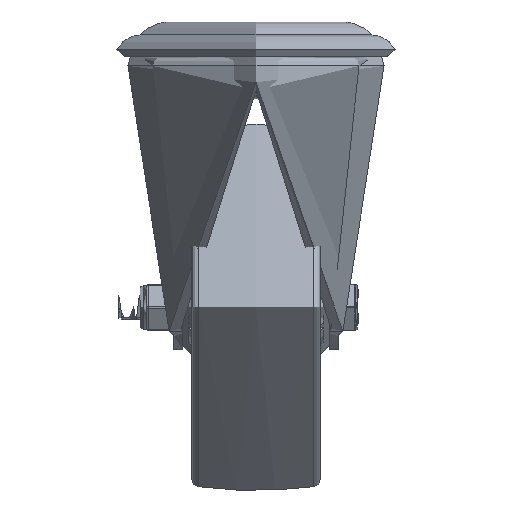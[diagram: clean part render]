
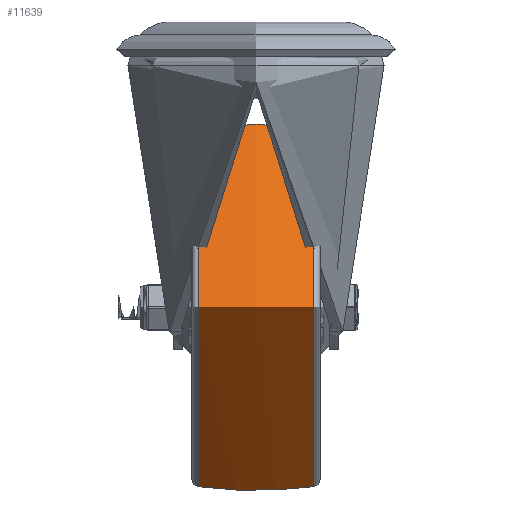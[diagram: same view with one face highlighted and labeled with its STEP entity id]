
A CAD part, left-side view. The second image highlights one B-rep face of the part: STEP entity #11639.
In plain terms, the highlighted free-form (B-spline) face has degree [2, 2] with [3, 9] control points.
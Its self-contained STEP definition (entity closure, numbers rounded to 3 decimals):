
#60=(
BOUNDED_SURFACE()
B_SPLINE_SURFACE(2,2,((#18057,#18058,#18059,#18060,#18061,#18062,#18063,
#18064,#18065),(#18066,#18067,#18068,#18069,#18070,#18071,#18072,#18073,
#18074),(#18075,#18076,#18077,#18078,#18079,#18080,#18081,#18082,#18083)),
 .UNSPECIFIED.,.F.,.T.,.F.)
B_SPLINE_SURFACE_WITH_KNOTS((3,3),(3,2,2,2,3),(-0.128,0.128),
(-3.142,-1.571,0.,1.571,3.142),
 .UNSPECIFIED.)
GEOMETRIC_REPRESENTATION_ITEM()
RATIONAL_B_SPLINE_SURFACE(((1.,0.707,1.,0.707,1.,
0.707,1.,0.707,1.),(0.992,0.701,
0.992,0.701,0.992,0.701,
0.992,0.701,0.992),(1.,0.707,
1.,0.707,1.,0.707,1.,0.707,1.)))
REPRESENTATION_ITEM('')
SURFACE()
);
#1508=FACE_OUTER_BOUND('',#2259,.T.);
#2259=EDGE_LOOP('',(#8359,#8360,#8361,#8362));
#4587=CIRCLE('',#12632,48.988);
#4588=CIRCLE('',#12633,123.125);
#4589=CIRCLE('',#12634,48.988);
#5137=VERTEX_POINT('',#18054);
#5138=VERTEX_POINT('',#18084);
#6370=EDGE_CURVE('',#5137,#5137,#4587,.T.);
#6371=EDGE_CURVE('',#5137,#5138,#4588,.T.);
#6372=EDGE_CURVE('',#5138,#5138,#4589,.T.);
#8359=ORIENTED_EDGE('',*,*,#6370,.F.);
#8360=ORIENTED_EDGE('',*,*,#6371,.T.);
#8361=ORIENTED_EDGE('',*,*,#6372,.T.);
#8362=ORIENTED_EDGE('',*,*,#6371,.F.);
#11639=ADVANCED_FACE('',(#1508),#60,.F.);
#12632=AXIS2_PLACEMENT_3D('',#18056,#14027,#14028);
#12633=AXIS2_PLACEMENT_3D('',#18085,#14029,#14030);
#12634=AXIS2_PLACEMENT_3D('',#18086,#14031,#14032);
#14027=DIRECTION('center_axis',(0.,1.,0.));
#14028=DIRECTION('ref_axis',(0.,0.,
1.));
#14029=DIRECTION('center_axis',(-1.,0.,0.));
#14030=DIRECTION('ref_axis',(0.,0.,
-1.));
#14031=DIRECTION('center_axis',(0.,1.,0.));
#14032=DIRECTION('ref_axis',(0.,0.,
1.));
#18054=CARTESIAN_POINT('',(0.,15.756,-48.988));
#18056=CARTESIAN_POINT('Origin',(0.,15.756,
0.));
#18057=CARTESIAN_POINT('Ctrl Pts',(0.,-15.756,
-48.988));
#18058=CARTESIAN_POINT('Ctrl Pts',(-48.988,-15.756,
-48.988));
#18059=CARTESIAN_POINT('Ctrl Pts',(-48.988,-15.756,
0.));
#18060=CARTESIAN_POINT('Ctrl Pts',(-48.988,-15.756,
48.988));
#18061=CARTESIAN_POINT('Ctrl Pts',(0.,-15.756,
48.988));
#18062=CARTESIAN_POINT('Ctrl Pts',(48.988,-15.756,48.988));
#18063=CARTESIAN_POINT('Ctrl Pts',(48.988,-15.756,0.));
#18064=CARTESIAN_POINT('Ctrl Pts',(48.988,-15.756,-48.988));
#18065=CARTESIAN_POINT('Ctrl Pts',(0.,-15.756,
-48.988));
#18066=CARTESIAN_POINT('Ctrl Pts',(0.,0.,
-51.021));
#18067=CARTESIAN_POINT('Ctrl Pts',(-51.021,0.,
-51.021));
#18068=CARTESIAN_POINT('Ctrl Pts',(-51.021,0.,
0.));
#18069=CARTESIAN_POINT('Ctrl Pts',(-51.021,0.,
51.021));
#18070=CARTESIAN_POINT('Ctrl Pts',(0.,0.,
51.021));
#18071=CARTESIAN_POINT('Ctrl Pts',(51.021,0.,
51.021));
#18072=CARTESIAN_POINT('Ctrl Pts',(51.021,0.,
0.));
#18073=CARTESIAN_POINT('Ctrl Pts',(51.021,0.,
-51.021));
#18074=CARTESIAN_POINT('Ctrl Pts',(0.,0.,
-51.021));
#18075=CARTESIAN_POINT('Ctrl Pts',(0.,15.756,
-48.988));
#18076=CARTESIAN_POINT('Ctrl Pts',(-48.988,15.756,-48.988));
#18077=CARTESIAN_POINT('Ctrl Pts',(-48.988,15.756,0.));
#18078=CARTESIAN_POINT('Ctrl Pts',(-48.988,15.756,48.988));
#18079=CARTESIAN_POINT('Ctrl Pts',(0.,15.756,
48.988));
#18080=CARTESIAN_POINT('Ctrl Pts',(48.988,15.756,48.988));
#18081=CARTESIAN_POINT('Ctrl Pts',(48.988,15.756,0.));
#18082=CARTESIAN_POINT('Ctrl Pts',(48.988,15.756,-48.988));
#18083=CARTESIAN_POINT('Ctrl Pts',(0.,15.756,
-48.988));
#18084=CARTESIAN_POINT('',(0.,-15.756,-48.988));
#18085=CARTESIAN_POINT('Origin',(0.,0.,
73.125));
#18086=CARTESIAN_POINT('Origin',(0.,-15.756,
0.));
